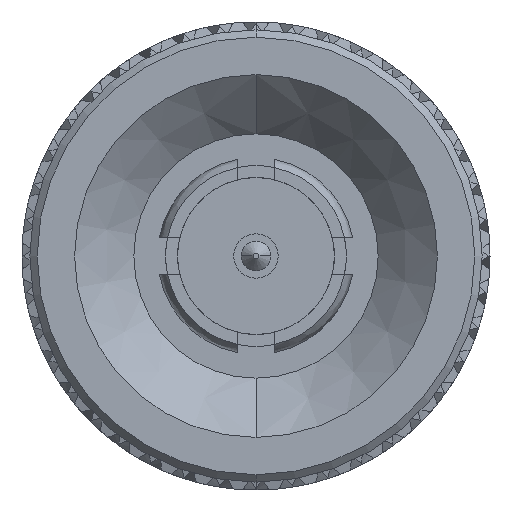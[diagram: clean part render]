
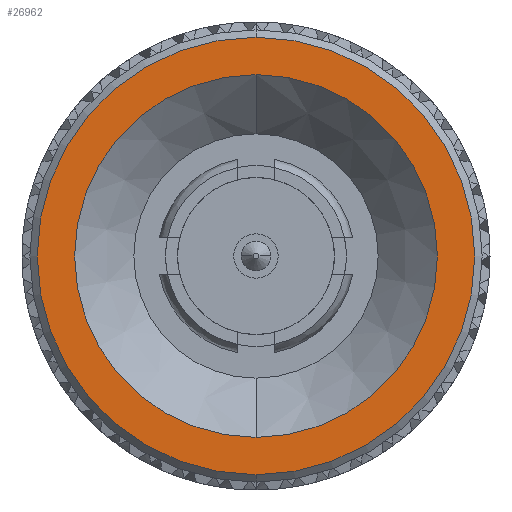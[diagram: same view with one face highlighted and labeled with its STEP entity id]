
A CAD part, left-side view. The second image highlights one B-rep face of the part: STEP entity #26962.
In plain terms, the highlighted planar face has unit normal (-1, 0, 0).
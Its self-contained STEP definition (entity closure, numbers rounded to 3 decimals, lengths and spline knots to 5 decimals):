
#5442 = PLANE ( 'NONE',  #44211 ) ;
#8803 = CIRCLE ( 'NONE', #15660, 0.1225 ) ;
#10390 = CARTESIAN_POINT ( 'NONE',  ( -0.62963, -0.00002, 0. ) ) ;
#11673 = DIRECTION ( 'NONE',  ( 1., 0., 0. ) ) ;
#13454 = AXIS2_PLACEMENT_3D ( 'NONE', #10390, #26786, #32141 ) ;
#15256 = CARTESIAN_POINT ( 'NONE',  ( -0.62963, -0.00002, -0.14775 ) ) ;
#15660 = AXIS2_PLACEMENT_3D ( 'NONE', #29512, #29154, #50304 ) ;
#18666 = CARTESIAN_POINT ( 'NONE',  ( -0.62963, -0.00002, 0.1225 ) ) ;
#21509 = FACE_BOUND ( 'NONE', #26743, .T. ) ;
#21981 = CIRCLE ( 'NONE', #61974, 0.1225 ) ;
#22841 = CARTESIAN_POINT ( 'NONE',  ( -0.62963, -0.00002, 0. ) ) ;
#23637 = DIRECTION ( 'NONE',  ( 1., 0., 0. ) ) ;
#23932 = ORIENTED_EDGE ( 'NONE', *, *, #45179, .F. ) ;
#24199 = VERTEX_POINT ( 'NONE', #15256 ) ;
#26484 = CIRCLE ( 'NONE', #60768, 0.14775 ) ;
#26743 = EDGE_LOOP ( 'NONE', ( #23932, #47492 ) ) ;
#26786 = DIRECTION ( 'NONE',  ( 1., 0., 0. ) ) ;
#26962 = ADVANCED_FACE ( 'NONE', ( #37619, #21509 ), #5442, .F. ) ;
#27117 = CIRCLE ( 'NONE', #13454, 0.14775 ) ;
#27214 = EDGE_CURVE ( 'NONE', #24199, #42047, #27117, .T. ) ;
#27746 = DIRECTION ( 'NONE',  ( 0., 0., -1. ) ) ;
#29154 = DIRECTION ( 'NONE',  ( -1., 0., 0. ) ) ;
#29512 = CARTESIAN_POINT ( 'NONE',  ( -0.62963, -0.00002, 0. ) ) ;
#32141 = DIRECTION ( 'NONE',  ( 0., 0., -1. ) ) ;
#37619 = FACE_OUTER_BOUND ( 'NONE', #45914, .T. ) ;
#40099 = DIRECTION ( 'NONE',  ( 0., 0., -1. ) ) ;
#42047 = VERTEX_POINT ( 'NONE', #42178 ) ;
#42178 = CARTESIAN_POINT ( 'NONE',  ( -0.62963, -0.00002, 0.14775 ) ) ;
#44211 = AXIS2_PLACEMENT_3D ( 'NONE', #44419, #23637, #40099 ) ;
#44419 = CARTESIAN_POINT ( 'NONE',  ( -0.62963, 0., 0. ) ) ;
#45046 = DIRECTION ( 'NONE',  ( 0., 0., 1. ) ) ;
#45179 = EDGE_CURVE ( 'NONE', #65540, #54928, #8803, .T. ) ;
#45914 = EDGE_LOOP ( 'NONE', ( #56296, #67853 ) ) ;
#47492 = ORIENTED_EDGE ( 'NONE', *, *, #63952, .F. ) ;
#50304 = DIRECTION ( 'NONE',  ( 0., 0., 1. ) ) ;
#54928 = VERTEX_POINT ( 'NONE', #59143 ) ;
#56296 = ORIENTED_EDGE ( 'NONE', *, *, #27214, .F. ) ;
#56467 = DIRECTION ( 'NONE',  ( -1., 0., 0. ) ) ;
#57492 = EDGE_CURVE ( 'NONE', #42047, #24199, #26484, .T. ) ;
#59143 = CARTESIAN_POINT ( 'NONE',  ( -0.62963, -0.00002, -0.1225 ) ) ;
#60768 = AXIS2_PLACEMENT_3D ( 'NONE', #66018, #11673, #27746 ) ;
#61974 = AXIS2_PLACEMENT_3D ( 'NONE', #22841, #56467, #45046 ) ;
#63952 = EDGE_CURVE ( 'NONE', #54928, #65540, #21981, .T. ) ;
#65540 = VERTEX_POINT ( 'NONE', #18666 ) ;
#66018 = CARTESIAN_POINT ( 'NONE',  ( -0.62963, -0.00002, 0. ) ) ;
#67853 = ORIENTED_EDGE ( 'NONE', *, *, #57492, .F. ) ;
